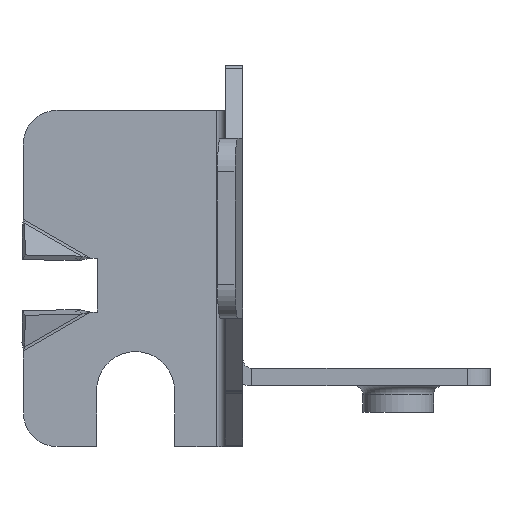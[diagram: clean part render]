
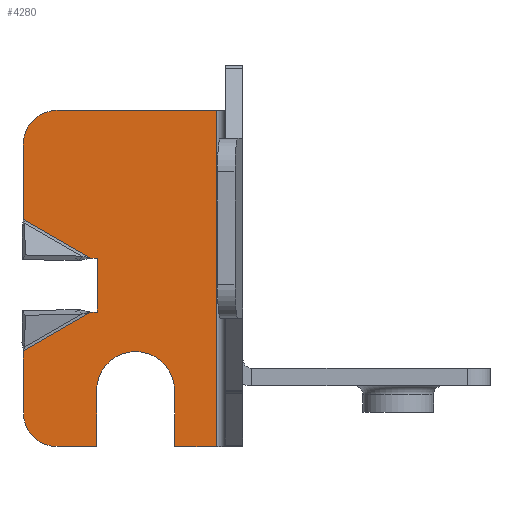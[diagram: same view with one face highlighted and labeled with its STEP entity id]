
A CAD part, front view. The second image highlights one B-rep face of the part: STEP entity #4280.
In plain terms, the highlighted planar face has unit normal (0, -1, 0).
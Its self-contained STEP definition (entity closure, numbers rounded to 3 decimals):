
#217=PLANE('',#4550);
#427=FACE_OUTER_BOUND('',#684,.T.);
#684=EDGE_LOOP('',(#3909,#3910,#3911,#3912,#3913,#3914,#3915,#3916,#3917,
#3918,#3919,#3920,#3921,#3922,#3923,#3924));
#1143=LINE('',#6609,#1674);
#1160=LINE('',#6649,#1691);
#1187=LINE('',#6743,#1718);
#1189=LINE('',#6746,#1720);
#1197=LINE('',#6997,#1728);
#1208=LINE('',#7254,#1739);
#1210=LINE('',#7259,#1741);
#1212=LINE('',#7263,#1743);
#1213=LINE('',#7265,#1744);
#1214=LINE('',#7266,#1745);
#1215=LINE('',#7268,#1746);
#1216=LINE('',#7269,#1747);
#1217=LINE('',#7270,#1748);
#1674=VECTOR('',#5379,2.23);
#1691=VECTOR('',#5408,4.27);
#1718=VECTOR('',#5523,3.17);
#1720=VECTOR('',#5527,3.17);
#1728=VECTOR('',#5537,4.399);
#1739=VECTOR('',#5552,4.399);
#1741=VECTOR('',#5558,0.38);
#1743=VECTOR('',#5562,2.37);
#1744=VECTOR('',#5563,19.05);
#1745=VECTOR('',#5564,9.02);
#1746=VECTOR('',#5565,0.38);
#1747=VECTOR('',#5566,3.05);
#1748=VECTOR('',#5567,3.51);
#1812=CIRCLE('',#4491,1.91);
#1816=CIRCLE('',#4498,1.91);
#1835=CIRCLE('',#4542,2.21);
#2158=VERTEX_POINT('',#6596);
#2159=VERTEX_POINT('',#6597);
#2163=VERTEX_POINT('',#6607);
#2177=VERTEX_POINT('',#6639);
#2178=VERTEX_POINT('',#6640);
#2180=VERTEX_POINT('',#6647);
#2201=VERTEX_POINT('',#6736);
#2202=VERTEX_POINT('',#6737);
#2203=VERTEX_POINT('',#6742);
#2205=VERTEX_POINT('',#6833);
#2213=VERTEX_POINT('',#7086);
#2217=VERTEX_POINT('',#7193);
#2222=VERTEX_POINT('',#7258);
#2223=VERTEX_POINT('',#7262);
#2224=VERTEX_POINT('',#7264);
#2225=VERTEX_POINT('',#7267);
#2695=EDGE_CURVE('',#2158,#2159,#1812,.T.);
#2701=EDGE_CURVE('',#2163,#2158,#1143,.T.);
#2716=EDGE_CURVE('',#2177,#2178,#1816,.T.);
#2721=EDGE_CURVE('',#2180,#2177,#1160,.T.);
#2764=EDGE_CURVE('',#2201,#2202,#1835,.T.);
#2767=EDGE_CURVE('',#2202,#2203,#1187,.T.);
#2769=EDGE_CURVE('',#2163,#2201,#1189,.T.);
#2781=EDGE_CURVE('',#2180,#2205,#1197,.T.);
#2796=EDGE_CURVE('',#2217,#2213,#1208,.T.);
#2798=EDGE_CURVE('',#2222,#2217,#1210,.T.);
#2800=EDGE_CURVE('',#2223,#2203,#1212,.T.);
#2801=EDGE_CURVE('',#2223,#2224,#1213,.T.);
#2802=EDGE_CURVE('',#2178,#2224,#1214,.T.);
#2803=EDGE_CURVE('',#2205,#2225,#1215,.T.);
#2804=EDGE_CURVE('',#2225,#2222,#1216,.T.);
#2805=EDGE_CURVE('',#2159,#2213,#1217,.T.);
#3909=ORIENTED_EDGE('',*,*,#2695,.F.);
#3910=ORIENTED_EDGE('',*,*,#2701,.F.);
#3911=ORIENTED_EDGE('',*,*,#2769,.T.);
#3912=ORIENTED_EDGE('',*,*,#2764,.T.);
#3913=ORIENTED_EDGE('',*,*,#2767,.T.);
#3914=ORIENTED_EDGE('',*,*,#2800,.F.);
#3915=ORIENTED_EDGE('',*,*,#2801,.T.);
#3916=ORIENTED_EDGE('',*,*,#2802,.F.);
#3917=ORIENTED_EDGE('',*,*,#2716,.F.);
#3918=ORIENTED_EDGE('',*,*,#2721,.F.);
#3919=ORIENTED_EDGE('',*,*,#2781,.T.);
#3920=ORIENTED_EDGE('',*,*,#2803,.T.);
#3921=ORIENTED_EDGE('',*,*,#2804,.T.);
#3922=ORIENTED_EDGE('',*,*,#2798,.T.);
#3923=ORIENTED_EDGE('',*,*,#2796,.T.);
#3924=ORIENTED_EDGE('',*,*,#2805,.F.);
#4280=ADVANCED_FACE('',(#427),#217,.F.);
#4491=AXIS2_PLACEMENT_3D('',#6598,#5369,#5370);
#4498=AXIS2_PLACEMENT_3D('',#6641,#5400,#5401);
#4542=AXIS2_PLACEMENT_3D('',#6738,#5517,#5518);
#4550=AXIS2_PLACEMENT_3D('',#7261,#5560,#5561);
#5369=DIRECTION('center_axis',(0.,1.,0.));
#5370=DIRECTION('ref_axis',(-0.707,0.,-0.707));
#5379=DIRECTION('',(-1.,0.,0.));
#5400=DIRECTION('center_axis',(0.,1.,0.));
#5401=DIRECTION('ref_axis',(-0.707,0.,0.707));
#5408=DIRECTION('',(0.,0.,1.));
#5517=DIRECTION('center_axis',(0.,1.,0.));
#5518=DIRECTION('ref_axis',(-1.,0.,0.));
#5523=DIRECTION('',(0.,0.,-1.));
#5527=DIRECTION('',(0.,0.,1.));
#5537=DIRECTION('',(0.866,0.,-0.5));
#5552=DIRECTION('',(-0.866,0.,-0.5));
#5558=DIRECTION('',(-1.,0.,0.));
#5560=DIRECTION('center_axis',(0.,1.,0.));
#5561=DIRECTION('ref_axis',(0.,0.,
-1.));
#5562=DIRECTION('',(-1.,0.,0.));
#5563=DIRECTION('',(0.,0.,1.));
#5564=DIRECTION('',(1.,0.,0.));
#5565=DIRECTION('',(1.,0.,0.));
#5566=DIRECTION('',(0.,0.,-1.));
#5567=DIRECTION('',(0.,0.,1.));
#6596=CARTESIAN_POINT('',(2.334,104.982,1.428));
#6597=CARTESIAN_POINT('',(0.424,104.982,3.338));
#6598=CARTESIAN_POINT('Origin',(2.334,104.982,3.338));
#6607=CARTESIAN_POINT('',(4.564,104.982,1.428));
#6609=CARTESIAN_POINT('',(11.354,104.982,1.428));
#6639=CARTESIAN_POINT('',(0.424,104.982,18.568));
#6640=CARTESIAN_POINT('',(2.334,104.982,20.478));
#6641=CARTESIAN_POINT('Origin',(2.334,104.982,18.568));
#6647=CARTESIAN_POINT('',(0.424,104.982,14.298));
#6649=CARTESIAN_POINT('',(0.424,104.982,1.428));
#6736=CARTESIAN_POINT('',(4.564,104.982,4.598));
#6737=CARTESIAN_POINT('',(8.984,104.982,4.598));
#6738=CARTESIAN_POINT('Origin',(6.774,104.982,4.598));
#6742=CARTESIAN_POINT('',(8.984,104.982,1.428));
#6743=CARTESIAN_POINT('',(8.984,104.982,7.776));
#6746=CARTESIAN_POINT('',(4.564,104.982,6.191));
#6833=CARTESIAN_POINT('',(4.234,104.982,12.098));
#6997=CARTESIAN_POINT('',(3.475,104.982,12.537));
#7086=CARTESIAN_POINT('',(0.424,104.982,6.849));
#7193=CARTESIAN_POINT('',(4.234,104.982,9.048));
#7254=CARTESIAN_POINT('',(5.544,104.982,9.805));
#7258=CARTESIAN_POINT('',(4.614,104.982,9.048));
#7259=CARTESIAN_POINT('',(5.621,104.982,9.048));
#7261=CARTESIAN_POINT('Origin',(6.628,104.982,10.953));
#7262=CARTESIAN_POINT('',(11.354,104.982,1.428));
#7263=CARTESIAN_POINT('',(11.354,104.982,1.428));
#7264=CARTESIAN_POINT('',(11.354,104.982,20.478));
#7265=CARTESIAN_POINT('',(11.354,104.982,10.953));
#7266=CARTESIAN_POINT('',(14.308,104.982,20.478));
#7267=CARTESIAN_POINT('',(4.614,104.982,12.098));
#7268=CARTESIAN_POINT('',(3.526,104.982,12.098));
#7269=CARTESIAN_POINT('',(4.614,104.982,11.526));
#7270=CARTESIAN_POINT('',(0.424,104.982,1.428));
